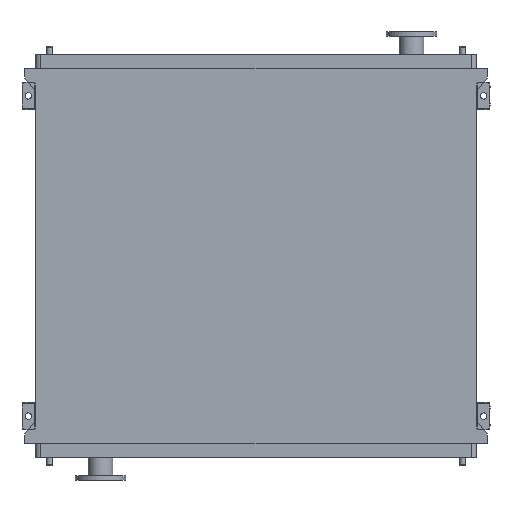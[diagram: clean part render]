
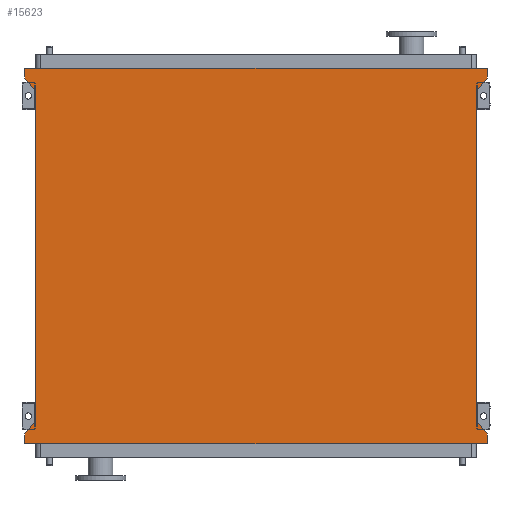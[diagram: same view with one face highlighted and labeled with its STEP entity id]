
A CAD part, front view. The second image highlights one B-rep face of the part: STEP entity #15623.
In plain terms, the highlighted planar face has unit normal (0, -1, 0).
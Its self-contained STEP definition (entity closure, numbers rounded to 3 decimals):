
#117 = DIRECTION ( 'NONE',  ( 0., 0., 1. ) ) ;
#354 = EDGE_LOOP ( 'NONE', ( #4490, #9852, #6621, #14677, #8157, #15065, #12542, #9565, #2233, #10834, #7403, #10476 ) ) ;
#487 = EDGE_CURVE ( 'NONE', #9830, #11582, #1189, .T. ) ;
#632 = CARTESIAN_POINT ( 'NONE',  ( 1011., 0., -1545. ) ) ;
#1037 = DIRECTION ( 'NONE',  ( 0., 0., 1. ) ) ;
#1139 = DIRECTION ( 'NONE',  ( -0.655, 0., -0.755 ) ) ;
#1189 = LINE ( 'NONE', #16557, #8249 ) ;
#1203 = CARTESIAN_POINT ( 'NONE',  ( 965., 0., 0. ) ) ;
#1542 = DIRECTION ( 'NONE',  ( -0.655, 0., 0.755 ) ) ;
#1760 = VERTEX_POINT ( 'NONE', #11441 ) ;
#2098 = VERTEX_POINT ( 'NONE', #16632 ) ;
#2233 = ORIENTED_EDGE ( 'NONE', *, *, #10782, .F. ) ;
#2246 = VECTOR ( 'NONE', #7793, 1000. ) ;
#2251 = LINE ( 'NONE', #9991, #2703 ) ;
#2321 = CARTESIAN_POINT ( 'NONE',  ( -965., 0., -1450. ) ) ;
#2410 = VECTOR ( 'NONE', #1139, 1000. ) ;
#2528 = CARTESIAN_POINT ( 'NONE',  ( 965., 0., -1450. ) ) ;
#2553 = CARTESIAN_POINT ( 'NONE',  ( 1011., 0., 53. ) ) ;
#2703 = VECTOR ( 'NONE', #1542, 1000. ) ;
#3283 = VECTOR ( 'NONE', #4789, 1000. ) ;
#3803 = CARTESIAN_POINT ( 'NONE',  ( 965., 0., -1450. ) ) ;
#3996 = LINE ( 'NONE', #16336, #2246 ) ;
#4042 = PLANE ( 'NONE',  #12901 ) ;
#4067 = VERTEX_POINT ( 'NONE', #15745 ) ;
#4338 = DIRECTION ( 'NONE',  ( 0., 0., -1. ) ) ;
#4411 = VECTOR ( 'NONE', #7710, 1000. ) ;
#4490 = ORIENTED_EDGE ( 'NONE', *, *, #7508, .T. ) ;
#4516 = VECTOR ( 'NONE', #7348, 1000. ) ;
#4600 = EDGE_CURVE ( 'NONE', #15173, #4754, #8917, .T. ) ;
#4754 = VERTEX_POINT ( 'NONE', #16956 ) ;
#4789 = DIRECTION ( 'NONE',  ( -1., 0., 0. ) ) ;
#5002 = VERTEX_POINT ( 'NONE', #16461 ) ;
#5070 = VERTEX_POINT ( 'NONE', #2553 ) ;
#6621 = ORIENTED_EDGE ( 'NONE', *, *, #15268, .F. ) ;
#6892 = EDGE_CURVE ( 'NONE', #4754, #2098, #3996, .T. ) ;
#7201 = CARTESIAN_POINT ( 'NONE',  ( -965., 0., -1450. ) ) ;
#7348 = DIRECTION ( 'NONE',  ( 0., 0., -1. ) ) ;
#7403 = ORIENTED_EDGE ( 'NONE', *, *, #7725, .F. ) ;
#7508 = EDGE_CURVE ( 'NONE', #5002, #17343, #12616, .T. ) ;
#7524 = CARTESIAN_POINT ( 'NONE',  ( -1011., 0., -1545. ) ) ;
#7710 = DIRECTION ( 'NONE',  ( 0., 0., 1. ) ) ;
#7725 = EDGE_CURVE ( 'NONE', #4067, #10424, #16598, .T. ) ;
#7757 = LINE ( 'NONE', #16192, #4411 ) ;
#7793 = DIRECTION ( 'NONE',  ( 1., 0., 0. ) ) ;
#8025 = DIRECTION ( 'NONE',  ( 0., 0., 1. ) ) ;
#8157 = ORIENTED_EDGE ( 'NONE', *, *, #4600, .F. ) ;
#8249 = VECTOR ( 'NONE', #12343, 1000. ) ;
#8553 = LINE ( 'NONE', #7201, #15627 ) ;
#8634 = CARTESIAN_POINT ( 'NONE',  ( 1011., 0., -1503. ) ) ;
#8737 = EDGE_CURVE ( 'NONE', #5070, #17343, #9487, .T. ) ;
#8917 = LINE ( 'NONE', #15112, #12679 ) ;
#9487 = LINE ( 'NONE', #9600, #2410 ) ;
#9526 = VECTOR ( 'NONE', #4338, 1000. ) ;
#9565 = ORIENTED_EDGE ( 'NONE', *, *, #487, .F. ) ;
#9600 = CARTESIAN_POINT ( 'NONE',  ( 1011., 0., 53. ) ) ;
#9750 = DIRECTION ( 'NONE',  ( 0., 0., -1. ) ) ;
#9830 = VERTEX_POINT ( 'NONE', #18138 ) ;
#9852 = ORIENTED_EDGE ( 'NONE', *, *, #8737, .F. ) ;
#9991 = CARTESIAN_POINT ( 'NONE',  ( -965., 0., 0. ) ) ;
#10052 = FACE_OUTER_BOUND ( 'NONE', #354, .T. ) ;
#10371 = LINE ( 'NONE', #632, #3283 ) ;
#10424 = VERTEX_POINT ( 'NONE', #18176 ) ;
#10476 = ORIENTED_EDGE ( 'NONE', *, *, #14253, .F. ) ;
#10782 = EDGE_CURVE ( 'NONE', #15342, #9830, #7757, .T. ) ;
#10834 = ORIENTED_EDGE ( 'NONE', *, *, #18261, .F. ) ;
#10991 = DIRECTION ( 'NONE',  ( 0.655, 0., -0.755 ) ) ;
#11154 = EDGE_CURVE ( 'NONE', #1760, #15173, #2251, .T. ) ;
#11212 = LINE ( 'NONE', #2528, #12095 ) ;
#11441 = CARTESIAN_POINT ( 'NONE',  ( -965., 0., 0. ) ) ;
#11582 = VERTEX_POINT ( 'NONE', #2321 ) ;
#12055 = LINE ( 'NONE', #14460, #4516 ) ;
#12095 = VECTOR ( 'NONE', #10991, 1000. ) ;
#12166 = VECTOR ( 'NONE', #8025, 1000. ) ;
#12343 = DIRECTION ( 'NONE',  ( 0.655, 0., 0.755 ) ) ;
#12538 = CARTESIAN_POINT ( 'NONE',  ( -965., 0., -1450. ) ) ;
#12542 = ORIENTED_EDGE ( 'NONE', *, *, #14451, .F. ) ;
#12605 = CARTESIAN_POINT ( 'NONE',  ( -1011., 0., 53. ) ) ;
#12616 = LINE ( 'NONE', #3803, #12166 ) ;
#12679 = VECTOR ( 'NONE', #1037, 1000. ) ;
#12901 = AXIS2_PLACEMENT_3D ( 'NONE', #12538, #18219, #9750 ) ;
#14253 = EDGE_CURVE ( 'NONE', #5002, #4067, #11212, .T. ) ;
#14451 = EDGE_CURVE ( 'NONE', #11582, #1760, #8553, .T. ) ;
#14460 = CARTESIAN_POINT ( 'NONE',  ( 1011., 0., 95. ) ) ;
#14677 = ORIENTED_EDGE ( 'NONE', *, *, #6892, .F. ) ;
#15065 = ORIENTED_EDGE ( 'NONE', *, *, #11154, .F. ) ;
#15112 = CARTESIAN_POINT ( 'NONE',  ( -1011., 0., 53. ) ) ;
#15173 = VERTEX_POINT ( 'NONE', #12605 ) ;
#15268 = EDGE_CURVE ( 'NONE', #2098, #5070, #12055, .T. ) ;
#15342 = VERTEX_POINT ( 'NONE', #7524 ) ;
#15623 = ADVANCED_FACE ( 'NONE', ( #10052 ), #4042, .T. ) ;
#15627 = VECTOR ( 'NONE', #117, 1000. ) ;
#15745 = CARTESIAN_POINT ( 'NONE',  ( 1011., 0., -1503. ) ) ;
#16192 = CARTESIAN_POINT ( 'NONE',  ( -1011., 0., -1545. ) ) ;
#16336 = CARTESIAN_POINT ( 'NONE',  ( -1011., 0., 95. ) ) ;
#16461 = CARTESIAN_POINT ( 'NONE',  ( 965., 0., -1450. ) ) ;
#16557 = CARTESIAN_POINT ( 'NONE',  ( -1011., 0., -1503. ) ) ;
#16598 = LINE ( 'NONE', #8634, #9526 ) ;
#16632 = CARTESIAN_POINT ( 'NONE',  ( 1011., 0., 95. ) ) ;
#16956 = CARTESIAN_POINT ( 'NONE',  ( -1011., 0., 95. ) ) ;
#17343 = VERTEX_POINT ( 'NONE', #1203 ) ;
#18138 = CARTESIAN_POINT ( 'NONE',  ( -1011., 0., -1503. ) ) ;
#18176 = CARTESIAN_POINT ( 'NONE',  ( 1011., 0., -1545. ) ) ;
#18219 = DIRECTION ( 'NONE',  ( 0., -1., 0. ) ) ;
#18261 = EDGE_CURVE ( 'NONE', #10424, #15342, #10371, .T. ) ;
